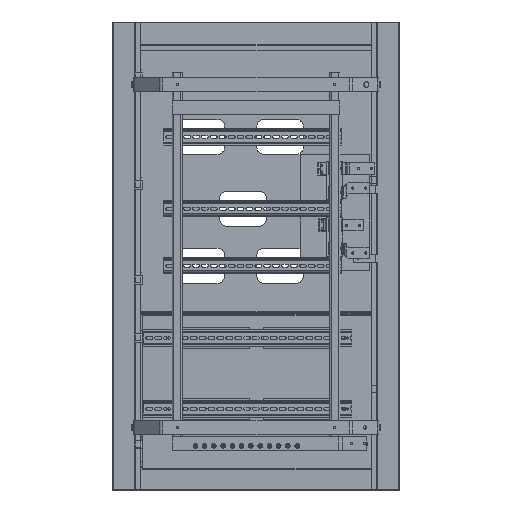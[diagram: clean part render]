
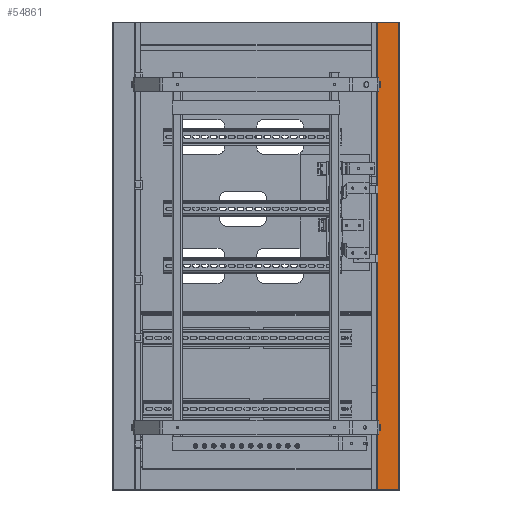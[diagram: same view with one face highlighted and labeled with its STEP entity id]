
A CAD part, left-side view. The second image highlights one B-rep face of the part: STEP entity #54861.
In plain terms, the highlighted planar face has unit normal (-1, 0, 0).
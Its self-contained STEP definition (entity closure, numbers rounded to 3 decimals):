
#166 = CARTESIAN_POINT ( 'NONE',  ( 14.8, -10.8, 1008. ) ) ;
#3067 = DIRECTION ( 'NONE',  ( 0., 1., 0. ) ) ;
#4554 = VECTOR ( 'NONE', #32295, 1000. ) ;
#6944 = ORIENTED_EDGE ( 'NONE', *, *, #55717, .F. ) ;
#7482 = EDGE_CURVE ( 'NONE', #50577, #25270, #8031, .T. ) ;
#7493 = PLANE ( 'NONE',  #52191 ) ;
#7558 = VERTEX_POINT ( 'NONE', #43147 ) ;
#8031 = LINE ( 'NONE', #21902, #24066 ) ;
#9873 = CARTESIAN_POINT ( 'NONE',  ( 14.8, -58.8, 1008. ) ) ;
#10914 = VECTOR ( 'NONE', #15392, 1000. ) ;
#11898 = FACE_OUTER_BOUND ( 'NONE', #35320, .T. ) ;
#15392 = DIRECTION ( 'NONE',  ( 0., 0., -1. ) ) ;
#16183 = ORIENTED_EDGE ( 'NONE', *, *, #30501, .T. ) ;
#20739 = DIRECTION ( 'NONE',  ( 0., -1., 0. ) ) ;
#21902 = CARTESIAN_POINT ( 'NONE',  ( 14.8, -10.8, 0. ) ) ;
#22577 = LINE ( 'NONE', #166, #4554 ) ;
#23029 = ORIENTED_EDGE ( 'NONE', *, *, #31184, .F. ) ;
#24066 = VECTOR ( 'NONE', #20739, 1000. ) ;
#25270 = VERTEX_POINT ( 'NONE', #37151 ) ;
#25843 = ORIENTED_EDGE ( 'NONE', *, *, #7482, .T. ) ;
#27293 = DIRECTION ( 'NONE',  ( 0., 0., -1. ) ) ;
#27963 = VERTEX_POINT ( 'NONE', #43313 ) ;
#29585 = CARTESIAN_POINT ( 'NONE',  ( 14.8, -12.8, 0. ) ) ;
#29898 = CARTESIAN_POINT ( 'NONE',  ( 14.8, -10.8, 1008. ) ) ;
#30501 = EDGE_CURVE ( 'NONE', #27963, #50577, #50819, .T. ) ;
#31184 = EDGE_CURVE ( 'NONE', #27963, #7558, #22577, .T. ) ;
#32208 = CARTESIAN_POINT ( 'NONE',  ( 14.8, -12.8, 1008. ) ) ;
#32295 = DIRECTION ( 'NONE',  ( 0., -1., 0. ) ) ;
#35320 = EDGE_LOOP ( 'NONE', ( #25843, #6944, #23029, #16183 ) ) ;
#36755 = LINE ( 'NONE', #9873, #50418 ) ;
#37151 = CARTESIAN_POINT ( 'NONE',  ( 14.8, -58.8, 0. ) ) ;
#43147 = CARTESIAN_POINT ( 'NONE',  ( 14.8, -58.8, 1008. ) ) ;
#43313 = CARTESIAN_POINT ( 'NONE',  ( 14.8, -12.8, 1008. ) ) ;
#43475 = DIRECTION ( 'NONE',  ( 1., 0., 0. ) ) ;
#50418 = VECTOR ( 'NONE', #27293, 1000. ) ;
#50577 = VERTEX_POINT ( 'NONE', #29585 ) ;
#50819 = LINE ( 'NONE', #32208, #10914 ) ;
#52191 = AXIS2_PLACEMENT_3D ( 'NONE', #29898, #43475, #3067 ) ;
#54861 = ADVANCED_FACE ( 'NONE', ( #11898 ), #7493, .F. ) ;
#55717 = EDGE_CURVE ( 'NONE', #7558, #25270, #36755, .T. ) ;
